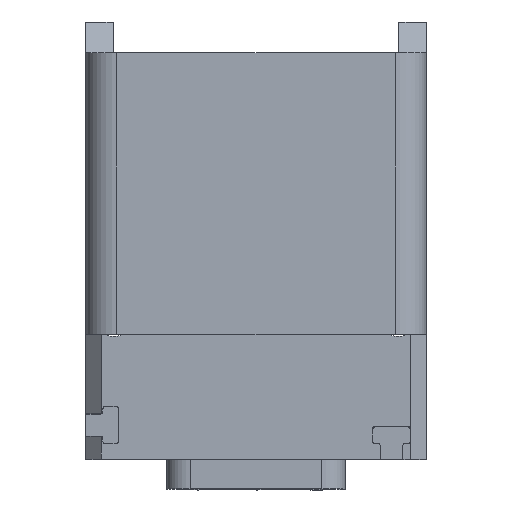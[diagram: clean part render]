
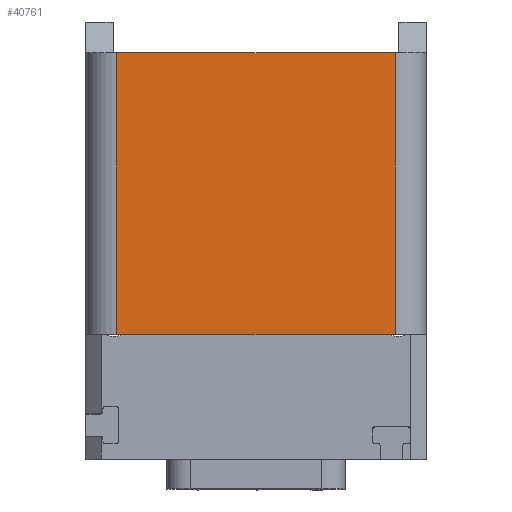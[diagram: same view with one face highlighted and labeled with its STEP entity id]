
A CAD part, top view. The second image highlights one B-rep face of the part: STEP entity #40761.
In plain terms, the highlighted planar face has unit normal (0, 0, 1).
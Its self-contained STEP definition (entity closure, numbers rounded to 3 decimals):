
#3914=DIRECTION('',(1.,0.,0.));
#3915=VECTOR('',#3914,17.8);
#3916=CARTESIAN_POINT('',(-8.9,1.65,15.85));
#3917=LINE('',#3916,#3915);
#3931=DIRECTION('',(0.,-1.,0.));
#3932=VECTOR('',#3931,18.);
#3933=CARTESIAN_POINT('',(8.9,19.65,15.85));
#3934=LINE('',#3933,#3932);
#3948=DIRECTION('',(1.,0.,0.));
#3949=VECTOR('',#3948,17.8);
#3950=CARTESIAN_POINT('',(-8.9,19.65,15.85));
#3951=LINE('',#3950,#3949);
#3952=DIRECTION('',(0.,1.,0.));
#3953=VECTOR('',#3952,18.);
#3954=CARTESIAN_POINT('',(-8.9,1.65,15.85));
#3955=LINE('',#3954,#3953);
#25850=CARTESIAN_POINT('',(-8.9,1.65,15.85));
#25851=CARTESIAN_POINT('',(8.9,1.65,15.85));
#25852=VERTEX_POINT('',#25850);
#25853=VERTEX_POINT('',#25851);
#26038=CARTESIAN_POINT('',(-8.9,19.65,15.85));
#26039=VERTEX_POINT('',#26038);
#26040=CARTESIAN_POINT('',(8.9,19.65,15.85));
#26041=VERTEX_POINT('',#26040);
#40748=CARTESIAN_POINT('',(-10.9,21.65,15.85));
#40749=DIRECTION('',(0.,0.,1.));
#40750=DIRECTION('',(0.,-1.,0.));
#40751=AXIS2_PLACEMENT_3D('',#40748,#40749,#40750);
#40752=PLANE('',#40751);
#40754=ORIENTED_EDGE('',*,*,#40753,.T.);
#40756=ORIENTED_EDGE('',*,*,#40755,.T.);
#40757=ORIENTED_EDGE('',*,*,#40737,.T.);
#40758=ORIENTED_EDGE('',*,*,#40709,.F.);
#40759=EDGE_LOOP('',(#40754,#40756,#40757,#40758));
#40760=FACE_OUTER_BOUND('',#40759,.F.);
#40761=ADVANCED_FACE('',(#40760),#40752,.T.);
#40709=EDGE_CURVE('',#25852,#25853,#3917,.T.);
#40737=EDGE_CURVE('',#26041,#25853,#3934,.T.);
#40753=EDGE_CURVE('',#25852,#26039,#3955,.T.);
#40755=EDGE_CURVE('',#26039,#26041,#3951,.T.);
